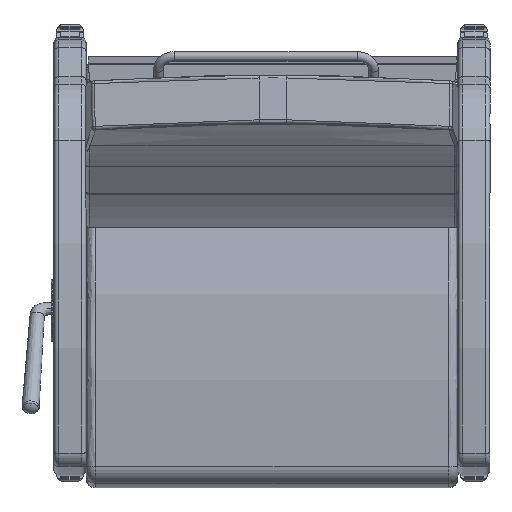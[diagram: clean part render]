
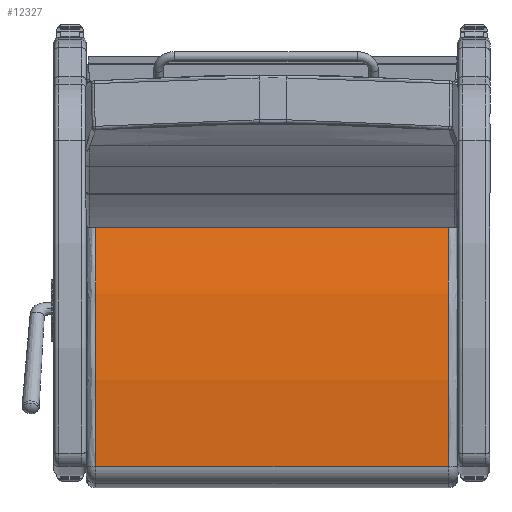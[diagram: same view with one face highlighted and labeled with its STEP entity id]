
A CAD part, front view. The second image highlights one B-rep face of the part: STEP entity #12327.
In plain terms, the highlighted free-form (B-spline) face has degree [1, 2] with [2, 3] control points.
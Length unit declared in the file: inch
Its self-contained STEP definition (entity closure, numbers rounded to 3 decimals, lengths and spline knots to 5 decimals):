
#28=(
BOUNDED_SURFACE()
B_SPLINE_SURFACE(1,2,((#21060,#21061,#21062),(#21063,#21064,#21065)),
 .UNSPECIFIED.,.F.,.F.,.F.)
B_SPLINE_SURFACE_WITH_KNOTS((2,2),(3,3),(-0.22896,0.22896),
(1.36178,1.69928),.UNSPECIFIED.)
GEOMETRIC_REPRESENTATION_ITEM()
RATIONAL_B_SPLINE_SURFACE(((1.,0.986,1.),(1.,0.986,
1.)))
REPRESENTATION_ITEM('')
SURFACE()
);
#999=ELLIPSE('',#13562,60.05357,60.);
#1009=ELLIPSE('',#13590,60.05357,60.);
#1201=LINE('',#21058,#1981);
#1202=LINE('',#21067,#1982);
#1981=VECTOR('',#15674,0.3937);
#1982=VECTOR('',#15677,0.3937);
#2922=FACE_OUTER_BOUND('',#3756,.T.);
#3756=EDGE_LOOP('',(#8912,#8913,#8914,#8915));
#5550=VERTEX_POINT('',#20850);
#5551=VERTEX_POINT('',#20851);
#5576=VERTEX_POINT('',#21057);
#5577=VERTEX_POINT('',#21066);
#6777=EDGE_CURVE('',#5550,#5551,#999,.T.);
#6815=EDGE_CURVE('',#5551,#5576,#1201,.T.);
#6817=EDGE_CURVE('',#5550,#5577,#1202,.T.);
#6818=EDGE_CURVE('',#5576,#5577,#1009,.T.);
#8912=ORIENTED_EDGE('',*,*,#6777,.F.);
#8913=ORIENTED_EDGE('',*,*,#6817,.T.);
#8914=ORIENTED_EDGE('',*,*,#6818,.F.);
#8915=ORIENTED_EDGE('',*,*,#6815,.F.);
#12327=ADVANCED_FACE('',(#2922),#28,.F.);
#13562=AXIS2_PLACEMENT_3D('',#20852,#15606,#15607);
#13590=AXIS2_PLACEMENT_3D('',#21068,#15678,#15679);
#15606=DIRECTION('center_axis',(0.,0.,-1.));
#15607=DIRECTION('ref_axis',(1.,0.,0.));
#15674=DIRECTION('',(0.,0.,1.));
#15677=DIRECTION('',(0.,0.,1.));
#15678=DIRECTION('center_axis',(0.,0.,1.));
#15679=DIRECTION('ref_axis',(1.,0.,0.));
#20850=CARTESIAN_POINT('',(-10.04459,1.25621,-13.75));
#20851=CARTESIAN_POINT('',(10.1114,0.44486,-13.75));
#20852=CARTESIAN_POINT('Origin',(-2.34979,-58.24922,-13.75));
#21057=CARTESIAN_POINT('',(10.1114,0.44486,13.75));
#21058=CARTESIAN_POINT('',(10.1114,0.44486,0.));
#21060=CARTESIAN_POINT('Ctrl Pts',(10.1114,0.44486,-13.75));
#21061=CARTESIAN_POINT('Ctrl Pts',(0.10258,2.56602,-13.75));
#21062=CARTESIAN_POINT('Ctrl Pts',(-10.04459,1.25621,-13.75));
#21063=CARTESIAN_POINT('Ctrl Pts',(10.1114,0.44486,13.75));
#21064=CARTESIAN_POINT('Ctrl Pts',(0.10258,2.56602,13.75));
#21065=CARTESIAN_POINT('Ctrl Pts',(-10.04459,1.25621,13.75));
#21066=CARTESIAN_POINT('',(-10.04459,1.25621,13.75));
#21067=CARTESIAN_POINT('',(-10.04459,1.25621,0.));
#21068=CARTESIAN_POINT('Origin',(-2.34979,-58.24922,13.75));
